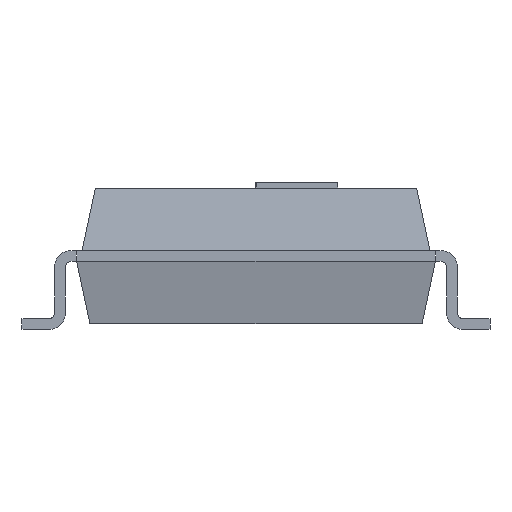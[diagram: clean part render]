
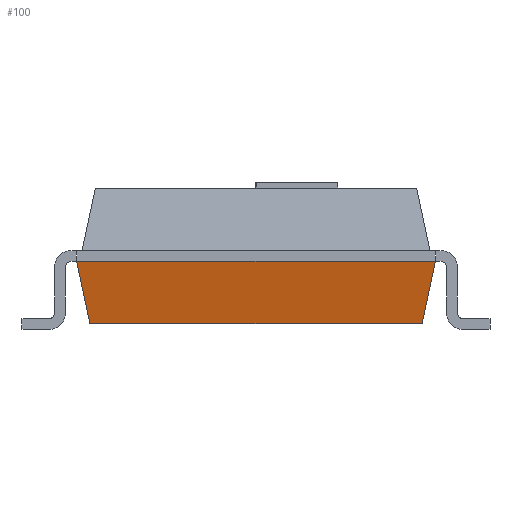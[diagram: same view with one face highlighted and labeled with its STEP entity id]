
A CAD part, front view. The second image highlights one B-rep face of the part: STEP entity #100.
In plain terms, the highlighted free-form (B-spline) face has degree [1, 1] with [2, 2] control points.
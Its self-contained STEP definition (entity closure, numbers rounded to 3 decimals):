
#21=VERTEX_POINT('',#22);
#22=CARTESIAN_POINT('',(3.056,-9.261,0.1));
#35=VERTEX_POINT('',#36);
#36=CARTESIAN_POINT('',(3.3,-9.505,1.25));
#39=EDGE_CURVE('',#21,#35,#40,.T.);
#40=B_SPLINE_CURVE_WITH_KNOTS('',1,(#22,#36),.UNSPECIFIED.,.F.,.F.,(2,2),(0.,1.),.PIECEWISE_BEZIER_KNOTS.);
#54=VERTEX_POINT('',#55);
#55=CARTESIAN_POINT('',(-3.056,-9.261,0.1));
#59=ORIENTED_EDGE('',*,*,#60,.T.);
#60=EDGE_CURVE('',#54,#21,#61,.T.);
#61=LINE('',#55,#62);
#62=VECTOR('',#63,1.);
#63=DIRECTION('',(1.,0.,0.));
#100=ADVANCED_FACE('',(#101),#112,.T.);
#101=FACE_BOUND('',#102,.T.);
#102=EDGE_LOOP('',(#59,#103,#104,#109));
#103=ORIENTED_EDGE('',*,*,#39,.T.);
#104=ORIENTED_EDGE('',*,*,#105,.F.);
#105=EDGE_CURVE('',#106,#35,#108,.T.);
#106=VERTEX_POINT('',#107);
#107=CARTESIAN_POINT('',(-3.3,-9.505,1.25));
#108=LINE('',#107,#62);
#109=ORIENTED_EDGE('',*,*,#110,.F.);
#110=EDGE_CURVE('',#54,#106,#111,.T.);
#111=B_SPLINE_CURVE_WITH_KNOTS('',1,(#55,#107),.UNSPECIFIED.,.F.,.F.,(2,2),(0.,1.),.PIECEWISE_BEZIER_KNOTS.);
#112=B_SPLINE_SURFACE_WITH_KNOTS('',1,1,((#55,#107),(#22,#36)),.UNSPECIFIED.,.F.,.F.,.F.,(2,2),(2,2),(0.,6.6),(0.,1.),.PIECEWISE_BEZIER_KNOTS.);
